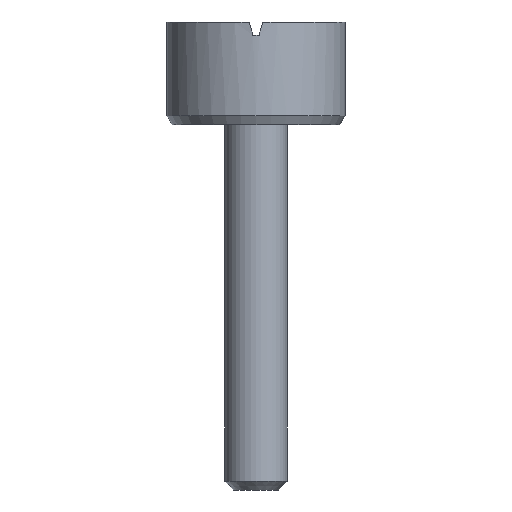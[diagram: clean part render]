
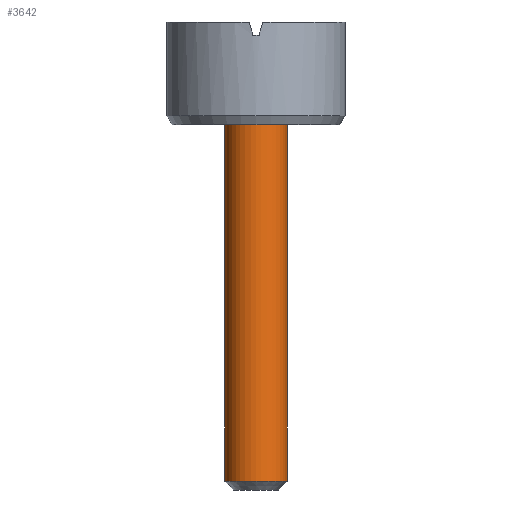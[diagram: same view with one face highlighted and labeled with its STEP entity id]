
A CAD part, front view. The second image highlights one B-rep face of the part: STEP entity #3642.
In plain terms, the highlighted cylindrical face has radius 0.7 mm (diameter 1.4 mm), a full revolution.
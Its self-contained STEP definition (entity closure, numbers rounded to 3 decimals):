
#18=CYLINDRICAL_SURFACE('',#3752,0.7);
#30=CIRCLE('',#3751,0.7);
#31=CIRCLE('',#3753,0.7);
#315=FACE_OUTER_BOUND('',#529,.T.);
#529=EDGE_LOOP('',(#3309,#3310,#3311,#3312));
#811=LINE('',#6955,#1090);
#1090=VECTOR('',#4207,0.7);
#1697=VERTEX_POINT('',#6949);
#1698=VERTEX_POINT('',#6953);
#2235=EDGE_CURVE('',#1697,#1697,#30,.T.);
#2237=EDGE_CURVE('',#1698,#1698,#31,.T.);
#2238=EDGE_CURVE('',#1698,#1697,#811,.T.);
#3309=ORIENTED_EDGE('',*,*,#2237,.F.);
#3310=ORIENTED_EDGE('',*,*,#2238,.T.);
#3311=ORIENTED_EDGE('',*,*,#2235,.T.);
#3312=ORIENTED_EDGE('',*,*,#2238,.F.);
#3642=ADVANCED_FACE('',(#315),#18,.T.);
#3751=AXIS2_PLACEMENT_3D('',#6950,#4200,#4201);
#3752=AXIS2_PLACEMENT_3D('',#6952,#4203,#4204);
#3753=AXIS2_PLACEMENT_3D('',#6954,#4205,#4206);
#4200=DIRECTION('center_axis',(0.,0.,1.));
#4201=DIRECTION('ref_axis',(0.,-1.,0.));
#4203=DIRECTION('center_axis',(0.,0.,1.));
#4204=DIRECTION('ref_axis',(0.,-1.,0.));
#4205=DIRECTION('center_axis',(0.,0.,1.));
#4206=DIRECTION('ref_axis',(0.,-1.,0.));
#4207=DIRECTION('',(0.,0.,-1.));
#6949=CARTESIAN_POINT('',(0.,0.7,-8.));
#6950=CARTESIAN_POINT('Origin',(0.,0.,-8.));
#6952=CARTESIAN_POINT('Origin',(0.,0.,-4.));
#6953=CARTESIAN_POINT('',(0.,0.7,0.));
#6954=CARTESIAN_POINT('Origin',(0.,0.,0.));
#6955=CARTESIAN_POINT('',(0.,0.7,-4.));
